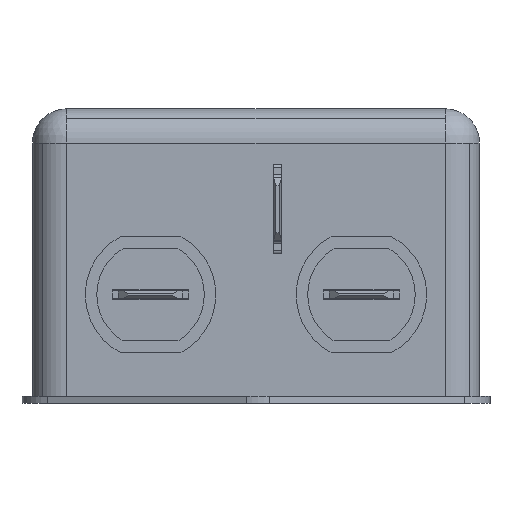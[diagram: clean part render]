
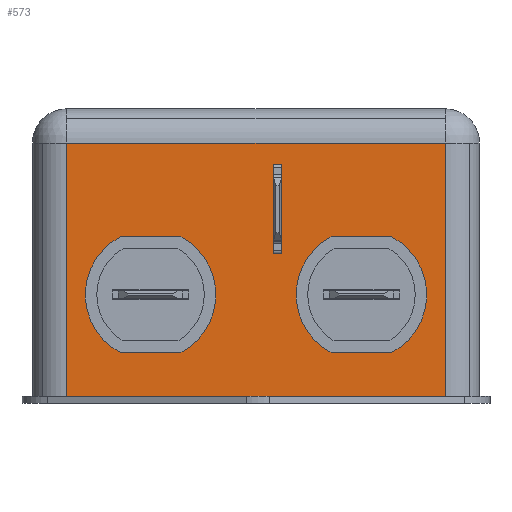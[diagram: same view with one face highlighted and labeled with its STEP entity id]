
A CAD part, left-side view. The second image highlights one B-rep face of the part: STEP entity #573.
In plain terms, the highlighted planar face has unit normal (-1, 0, 0).
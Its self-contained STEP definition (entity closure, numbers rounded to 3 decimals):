
#573=ADVANCED_FACE('',(#1471,#1472,#1473,#1474),#1475,.T.);
#1471=FACE_OUTER_BOUND('',#2776,.T.);
#1472=FACE_BOUND('',#2777,.T.);
#1473=FACE_BOUND('',#2778,.T.);
#1474=FACE_BOUND('',#2779,.T.);
#1475=PLANE('',#2780);
#2776=EDGE_LOOP('',(#4991,#4992,#4993,#4994));
#2777=EDGE_LOOP('',(#4995,#4996,#4997,#4998));
#2778=EDGE_LOOP('',(#4999,#5000,#5001,#5002));
#2779=EDGE_LOOP('',(#5003,#5004,#5005,#5006));
#2780=AXIS2_PLACEMENT_3D('',#5007,#5008,#5009);
#4991=ORIENTED_EDGE('',*,*,#8259,.T.);
#4992=ORIENTED_EDGE('',*,*,#8017,.F.);
#4993=ORIENTED_EDGE('',*,*,#8260,.F.);
#4994=ORIENTED_EDGE('',*,*,#8261,.F.);
#4995=ORIENTED_EDGE('',*,*,#8049,.T.);
#4996=ORIENTED_EDGE('',*,*,#8045,.T.);
#4997=ORIENTED_EDGE('',*,*,#8070,.T.);
#4998=ORIENTED_EDGE('',*,*,#8103,.T.);
#4999=ORIENTED_EDGE('',*,*,#8262,.T.);
#5000=ORIENTED_EDGE('',*,*,#8263,.T.);
#5001=ORIENTED_EDGE('',*,*,#8264,.T.);
#5002=ORIENTED_EDGE('',*,*,#8265,.T.);
#5003=ORIENTED_EDGE('',*,*,#8242,.T.);
#5004=ORIENTED_EDGE('',*,*,#8255,.T.);
#5005=ORIENTED_EDGE('',*,*,#8251,.T.);
#5006=ORIENTED_EDGE('',*,*,#8247,.T.);
#5007=CARTESIAN_POINT('',(-25.25,22.25,0.0));
#5008=DIRECTION('',(-1.0,0.0,0.0));
#5009=DIRECTION('',(0.0,0.0,1.0));
#8017=EDGE_CURVE('',#9523,#9525,#9526,.T.);
#8045=EDGE_CURVE('',#9574,#9575,#9576,.T.);
#8049=EDGE_CURVE('',#9580,#9574,#9581,.T.);
#8070=EDGE_CURVE('',#9575,#9616,#9617,.T.);
#8103=EDGE_CURVE('',#9616,#9580,#9660,.T.);
#8242=EDGE_CURVE('',#9859,#9860,#9861,.T.);
#8247=EDGE_CURVE('',#9868,#9859,#9869,.T.);
#8251=EDGE_CURVE('',#9874,#9868,#9875,.T.);
#8255=EDGE_CURVE('',#9860,#9874,#9880,.T.);
#8259=EDGE_CURVE('',#9884,#9525,#9885,.T.);
#8260=EDGE_CURVE('',#9886,#9523,#9887,.T.);
#8261=EDGE_CURVE('',#9884,#9886,#9888,.T.);
#8262=EDGE_CURVE('',#9889,#9890,#9891,.T.);
#8263=EDGE_CURVE('',#9890,#9892,#9893,.T.);
#8264=EDGE_CURVE('',#9892,#9894,#9895,.T.);
#8265=EDGE_CURVE('',#9894,#9889,#9896,.T.);
#9523=VERTEX_POINT('',#11733);
#9525=VERTEX_POINT('',#11735);
#9526=LINE('',#11736,#11737);
#9574=VERTEX_POINT('',#11795);
#9575=VERTEX_POINT('',#11796);
#9576=LINE('',#11797,#11798);
#9580=VERTEX_POINT('',#11804);
#9581=LINE('',#11805,#11806);
#9616=VERTEX_POINT('',#11853);
#9617=LINE('',#11854,#11855);
#9660=LINE('',#11916,#11917);
#9859=VERTEX_POINT('',#12204);
#9860=VERTEX_POINT('',#12205);
#9861=CIRCLE('',#12206,6.5);
#9868=VERTEX_POINT('',#12215);
#9869=LINE('',#12216,#12217);
#9874=VERTEX_POINT('',#12224);
#9875=CIRCLE('',#12225,6.5);
#9880=LINE('',#12231,#12232);
#9884=VERTEX_POINT('',#12237);
#9885=LINE('',#12238,#12239);
#9886=VERTEX_POINT('',#12240);
#9887=LINE('',#12241,#12242);
#9888=LINE('',#12243,#12244);
#9889=VERTEX_POINT('',#12245);
#9890=VERTEX_POINT('',#12246);
#9891=CIRCLE('',#12247,6.5);
#9892=VERTEX_POINT('',#12248);
#9893=LINE('',#12249,#12250);
#9894=VERTEX_POINT('',#12251);
#9895=CIRCLE('',#12252,6.5);
#9896=LINE('',#12253,#12254);
#11733=CARTESIAN_POINT('',(-25.25,-18.85,-3.4));
#11735=CARTESIAN_POINT('',(-25.25,-18.85,-28.6));
#11736=CARTESIAN_POINT('',(-25.25,-18.85,-3.4));
#11737=VECTOR('',#15007,25.2);
#11795=CARTESIAN_POINT('',(-25.25,-2.55,-14.45));
#11796=CARTESIAN_POINT('',(-25.25,-1.75,-14.45));
#11797=CARTESIAN_POINT('',(-25.25,-2.55,-14.45));
#11798=VECTOR('',#15051,0.8);
#11804=CARTESIAN_POINT('',(-25.25,-2.55,-5.55));
#11805=CARTESIAN_POINT('',(-25.25,-2.55,-5.55));
#11806=VECTOR('',#15054,8.9);
#11853=CARTESIAN_POINT('',(-25.25,-1.75,-5.55));
#11854=CARTESIAN_POINT('',(-25.25,-1.75,-14.45));
#11855=VECTOR('',#15085,8.9);
#11916=CARTESIAN_POINT('',(-25.25,-1.75,-5.55));
#11917=VECTOR('',#15122,0.8);
#12204=CARTESIAN_POINT('',(-25.25,13.531,-24.25));
#12205=CARTESIAN_POINT('',(-25.25,13.531,-12.75));
#12206=AXIS2_PLACEMENT_3D('',#15235,#15236,#15237);
#12215=CARTESIAN_POINT('',(-25.25,7.469,-24.25));
#12216=CARTESIAN_POINT('',(-25.25,7.469,-24.25));
#12217=VECTOR('',#15243,6.062);
#12224=CARTESIAN_POINT('',(-25.25,7.469,-12.75));
#12225=AXIS2_PLACEMENT_3D('',#15246,#15247,#15248);
#12231=CARTESIAN_POINT('',(-25.25,13.531,-12.75));
#12232=VECTOR('',#15253,6.062);
#12237=CARTESIAN_POINT('',(-25.25,18.85,-28.6));
#12238=CARTESIAN_POINT('',(-25.25,18.85,-28.6));
#12239=VECTOR('',#15255,37.7);
#12240=CARTESIAN_POINT('',(-25.25,18.85,-3.4));
#12241=CARTESIAN_POINT('',(-25.25,18.85,-3.4));
#12242=VECTOR('',#15256,37.7);
#12243=CARTESIAN_POINT('',(-25.25,18.85,-28.6));
#12244=VECTOR('',#15257,25.2);
#12245=CARTESIAN_POINT('',(-25.25,-7.469,-24.25));
#12246=CARTESIAN_POINT('',(-25.25,-7.469,-12.75));
#12247=AXIS2_PLACEMENT_3D('',#15258,#15259,#15260);
#12248=CARTESIAN_POINT('',(-25.25,-13.531,-12.75));
#12249=CARTESIAN_POINT('',(-25.25,-7.469,-12.75));
#12250=VECTOR('',#15261,6.062);
#12251=CARTESIAN_POINT('',(-25.25,-13.531,-24.25));
#12252=AXIS2_PLACEMENT_3D('',#15262,#15263,#15264);
#12253=CARTESIAN_POINT('',(-25.25,-13.531,-24.25));
#12254=VECTOR('',#15265,6.062);
#15007=DIRECTION('',(0.0,0.0,-1.0));
#15051=DIRECTION('',(0.0,1.0,0.0));
#15054=DIRECTION('',(0.0,0.0,-1.0));
#15085=DIRECTION('',(0.0,0.0,1.0));
#15122=DIRECTION('',(0.0,-1.0,0.0));
#15235=CARTESIAN_POINT('',(-25.25,10.5,-18.5));
#15236=DIRECTION('',(1.0,0.0,0.0));
#15237=DIRECTION('',(0.0,0.466,-0.885));
#15243=DIRECTION('',(0.0,1.0,0.0));
#15246=CARTESIAN_POINT('',(-25.25,10.5,-18.5));
#15247=DIRECTION('',(1.0,0.0,0.0));
#15248=DIRECTION('',(0.0,-0.466,0.885));
#15253=DIRECTION('',(0.0,-1.0,0.0));
#15255=DIRECTION('',(0.0,-1.0,0.0));
#15256=DIRECTION('',(0.0,-1.0,0.0));
#15257=DIRECTION('',(0.0,0.0,1.0));
#15258=CARTESIAN_POINT('',(-25.25,-10.5,-18.5));
#15259=DIRECTION('',(1.0,0.0,0.0));
#15260=DIRECTION('',(0.0,0.466,-0.885));
#15261=DIRECTION('',(0.0,-1.0,0.0));
#15262=CARTESIAN_POINT('',(-25.25,-10.5,-18.5));
#15263=DIRECTION('',(1.0,0.0,0.0));
#15264=DIRECTION('',(0.0,-0.466,0.885));
#15265=DIRECTION('',(0.0,1.0,0.0));
